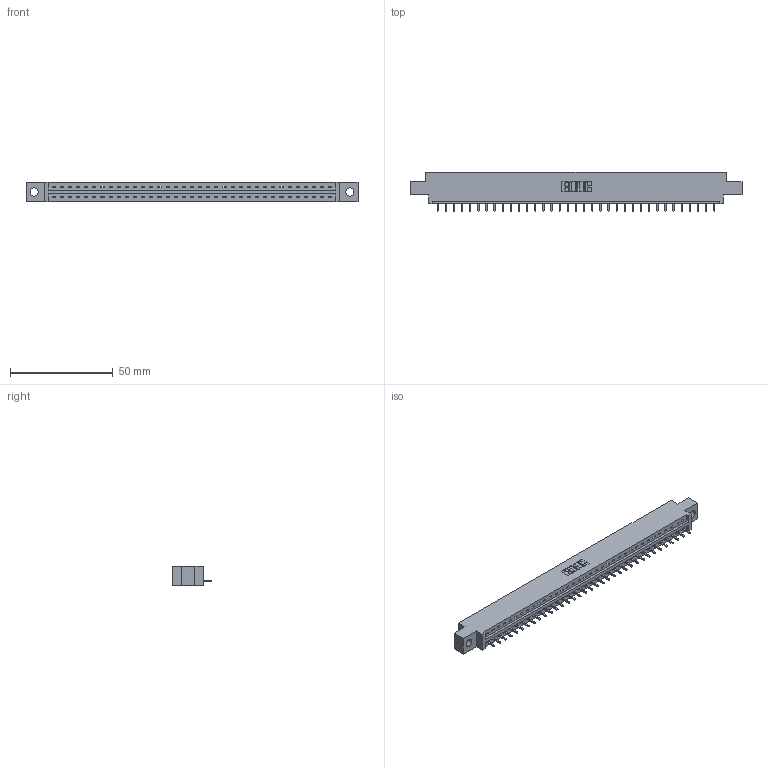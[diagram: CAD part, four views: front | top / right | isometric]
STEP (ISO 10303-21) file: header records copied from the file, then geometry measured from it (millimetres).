
FILE_DESCRIPTION (( 'STEP AP203' ), '1' );
FILE_NAME ('387-035-521-604.STEP', '2018-09-18T22:02:59', ( '' ), ( '' ), 'SwSTEP 2.0', 'SolidWorks 2016', '' );
FILE_SCHEMA (( 'CONFIG_CONTROL_DESIGN' ));
Length unit declared in the file: inch
Products named in the file (3): 337 Part_0.170 Offset - 0.156 Dia-TH; 345-292-001_345-293-121; 387-035-521-604
Assembly tree (36 placements, depth 2):
  387-035-521-604
    337 Part_0.170 Offset - 0.156 Dia-TH
    345-292-001_345-293-121  x35
Bounding box: 161.7 x 19.06 x 9.4 mm (x, y, z)
Volume: 16413.1 mm3; surface area: 16391.2 mm2
Topology: 36 solids, 36 shells, 2288 faces, 6903 edges, 4554 vertices
Faces by surface type: plane 1684, cylinder 604
Entity records: 27075 total; most frequent: CARTESIAN_POINT 4723, ORIENTED_EDGE 4694, DIRECTION 3989, EDGE_CURVE 2347, LINE 2219, VECTOR 2219, VERTEX_POINT 1562, AXIS2_PLACEMENT_3D 885
